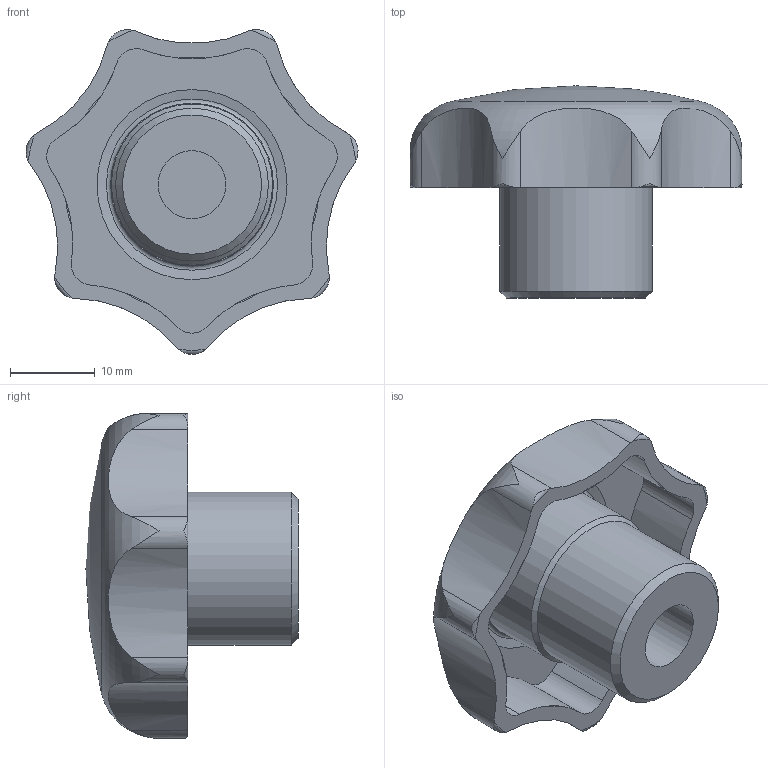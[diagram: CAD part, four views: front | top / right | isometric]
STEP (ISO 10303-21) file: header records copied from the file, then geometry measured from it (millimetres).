
FILE_DESCRIPTION( ( 'STEP AP214' ), '1' );
FILE_NAME( 'K0155.3087_rapsgelb.stp', '2020-11-26T08:56:43', ( '' ), ( '' ), ' ', 'PARTsolutions', ' ' );
FILE_SCHEMA( ( 'AUTOMOTIVE_DESIGN { 1 0 10303 214 1 1 1 1 }' ) );
Length unit declared in the file: millimetre
Products named in the file (1): _K0155.3087_rapsgelb
Bounding box: 39.12 x 25 x 38.26 mm (x, y, z)
Volume: 8859 mm3; surface area: 5572.6 mm2
Topology: 1 solids, 1 shells, 56 faces, 164 edges, 113 vertices
Faces by surface type: cylinder 31, torus 16, plane 5, cone 2, sphere 2
Full cylindrical faces by diameter (mm): 8 x1, 18 x1, 19 x1
Entity records: 2722 total; most frequent: CARTESIAN_POINT 820, DIRECTION 304, ORIENTED_EDGE 302, EDGE_CURVE 151, AXIS2_PLACEMENT_3D 138, VERTEX_POINT 110, CIRCLE 81, EDGE_LOOP 68
